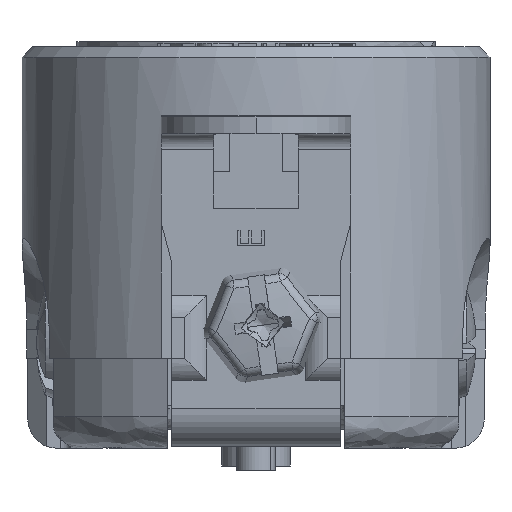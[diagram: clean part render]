
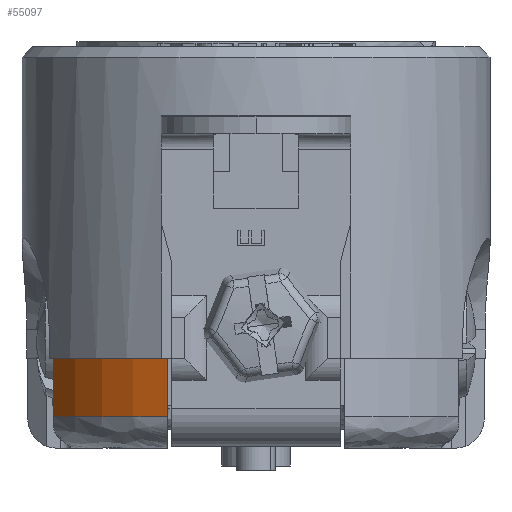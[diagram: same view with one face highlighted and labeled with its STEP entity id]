
A CAD part, front view. The second image highlights one B-rep face of the part: STEP entity #55097.
In plain terms, the highlighted cylindrical face has radius 17.424 mm (diameter 34.849 mm), a partial arc.
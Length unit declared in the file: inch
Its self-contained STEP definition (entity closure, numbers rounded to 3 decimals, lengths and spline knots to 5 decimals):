
#514 = FACE_OUTER_BOUND ( 'NONE', #47865, .T. ) ;
#3448 = EDGE_CURVE ( 'NONE', #72594, #40246, #61612, .T. ) ;
#3633 = CARTESIAN_POINT ( 'NONE',  ( 0.43598, 0.79843, 1.02132 ) ) ;
#6261 = CARTESIAN_POINT ( 'NONE',  ( 0.17348, 0.16464, 0.95132 ) ) ;
#9657 = AXIS2_PLACEMENT_3D ( 'NONE', #59529, #35782, #30769 ) ;
#10340 = CYLINDRICAL_SURFACE ( 'NONE', #59209, 0.686 ) ;
#14719 = CARTESIAN_POINT ( 'NONE',  ( 0.17348, 0.16464, 1.16232 ) ) ;
#20673 = CARTESIAN_POINT ( 'NONE',  ( 0.43598, 0.79843, 0.98932 ) ) ;
#20772 = DIRECTION ( 'NONE',  ( 0., 0., 1. ) ) ;
#21341 = ORIENTED_EDGE ( 'NONE', *, *, #55855, .T. ) ;
#24412 = EDGE_CURVE ( 'NONE', #72594, #57469, #54018, .T. ) ;
#27562 = AXIS2_PLACEMENT_3D ( 'NONE', #20673, #65723, #48966 ) ;
#28733 = EDGE_CURVE ( 'NONE', #40246, #57790, #58780, .T. ) ;
#30580 = CARTESIAN_POINT ( 'NONE',  ( 0.17348, 0.16464, 0.98932 ) ) ;
#30769 = DIRECTION ( 'NONE',  ( 1., 0., 0. ) ) ;
#32696 = ORIENTED_EDGE ( 'NONE', *, *, #3448, .T. ) ;
#32926 = DIRECTION ( 'NONE',  ( 0., 0., 1. ) ) ;
#34655 = ORIENTED_EDGE ( 'NONE', *, *, #28733, .T. ) ;
#35782 = DIRECTION ( 'NONE',  ( 0., 0., 1. ) ) ;
#40246 = VERTEX_POINT ( 'NONE', #55488 ) ;
#40728 = LINE ( 'NONE', #6261, #48786 ) ;
#47865 = EDGE_LOOP ( 'NONE', ( #32696, #34655, #21341, #70232 ) ) ;
#48786 = VECTOR ( 'NONE', #20772, 39.37008 ) ;
#48966 = DIRECTION ( 'NONE',  ( 1., 0., 0. ) ) ;
#54018 = CIRCLE ( 'NONE', #9657, 0.686 ) ;
#55097 = ADVANCED_FACE ( 'NONE', ( #514 ), #10340, .T. ) ;
#55215 = CARTESIAN_POINT ( 'NONE',  ( -0.16276, 0.46361, 1.02132 ) ) ;
#55488 = CARTESIAN_POINT ( 'NONE',  ( -0.16276, 0.46361, 0.98932 ) ) ;
#55855 = EDGE_CURVE ( 'NONE', #57790, #57469, #40728, .T. ) ;
#57155 = VECTOR ( 'NONE', #66732, 39.37008 ) ;
#57469 = VERTEX_POINT ( 'NONE', #14719 ) ;
#57790 = VERTEX_POINT ( 'NONE', #30580 ) ;
#58780 = CIRCLE ( 'NONE', #27562, 0.686 ) ;
#59209 = AXIS2_PLACEMENT_3D ( 'NONE', #3633, #32926, #72501 ) ;
#59529 = CARTESIAN_POINT ( 'NONE',  ( 0.43598, 0.79843, 1.16232 ) ) ;
#61612 = LINE ( 'NONE', #55215, #57155 ) ;
#65723 = DIRECTION ( 'NONE',  ( 0., 0., 1. ) ) ;
#65924 = CARTESIAN_POINT ( 'NONE',  ( -0.16276, 0.46361, 1.16232 ) ) ;
#66732 = DIRECTION ( 'NONE',  ( 0., 0., -1. ) ) ;
#70232 = ORIENTED_EDGE ( 'NONE', *, *, #24412, .F. ) ;
#72501 = DIRECTION ( 'NONE',  ( 1., 0., 0. ) ) ;
#72594 = VERTEX_POINT ( 'NONE', #65924 ) ;
